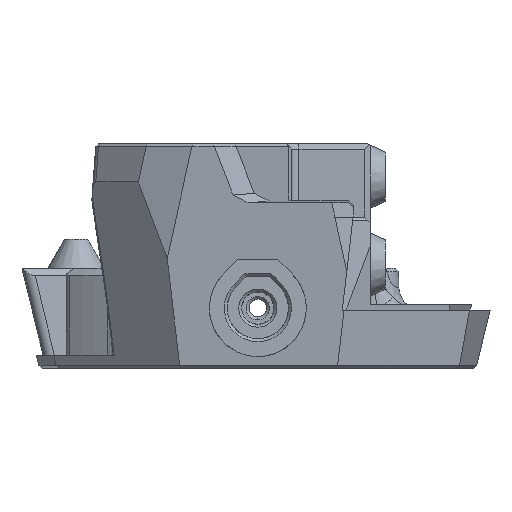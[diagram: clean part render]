
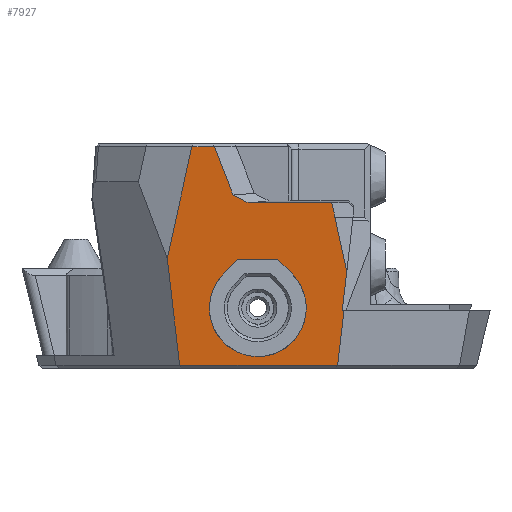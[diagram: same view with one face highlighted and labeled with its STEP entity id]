
A CAD part, front view. The second image highlights one B-rep face of the part: STEP entity #7927.
In plain terms, the highlighted planar face has unit normal (0, -0.996, -0.087).
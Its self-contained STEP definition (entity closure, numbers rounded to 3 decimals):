
#14 = CARTESIAN_POINT ( 'NONE',  ( 151.092, 105.549, 14.799 ) ) ;
#40 = CARTESIAN_POINT ( 'NONE',  ( 158.158, 107.616, -8.833 ) ) ;
#611 = CARTESIAN_POINT ( 'NONE',  ( 145.686, 105.544, 14.859 ) ) ;
#685 = CARTESIAN_POINT ( 'NONE',  ( 139.368, 104.201, 30.2 ) ) ;
#702 = EDGE_CURVE ( 'NONE', #1638, #3101, #9390, .T. ) ;
#713 = CARTESIAN_POINT ( 'NONE',  ( 145.625, 105.549, 14.799 ) ) ;
#1186 = ORIENTED_EDGE ( 'NONE', *, *, #6202, .F. ) ;
#1246 = EDGE_CURVE ( 'NONE', #15929, #2082, #9989, .T. ) ;
#1396 = LINE ( 'NONE', #17522, #12635 ) ;
#1587 = CARTESIAN_POINT ( 'NONE',  ( 144.989, 104.778, 23.607 ) ) ;
#1638 = VERTEX_POINT ( 'NONE', #1587 ) ;
#1686 = CARTESIAN_POINT ( 'NONE',  ( 148.128, 103.964, 32.92 ) ) ;
#1726 = VECTOR ( 'NONE', #8321, 1000. ) ;
#1803 = EDGE_CURVE ( 'NONE', #2082, #5128, #2022, .T. ) ;
#1884 = CARTESIAN_POINT ( 'NONE',  ( 142.432, 104.201, 30.202 ) ) ;
#1912 = VECTOR ( 'NONE', #15355, 1000. ) ;
#1952 = ORIENTED_EDGE ( 'NONE', *, *, #9111, .T. ) ;
#2022 = LINE ( 'NONE', #3368, #17302 ) ;
#2072 = VERTEX_POINT ( 'NONE', #10538 ) ;
#2082 = VERTEX_POINT ( 'NONE', #14 ) ;
#2277 = CARTESIAN_POINT ( 'NONE',  ( 155.265, 106.704, 1.601 ) ) ;
#2362 = EDGE_CURVE ( 'NONE', #13784, #15929, #7920, .T. ) ;
#2363 = CARTESIAN_POINT ( 'NONE',  ( 148.359, 106.704, 1.601 ) ) ;
#2542 = CARTESIAN_POINT ( 'NONE',  ( 157.908, 106.145, 7.982 ) ) ;
#2618 = CARTESIAN_POINT ( 'NONE',  ( 159.223, 106.809, 0.398 ) ) ;
#2858 = VERTEX_POINT ( 'NONE', #9118 ) ;
#2996 = EDGE_LOOP ( 'NONE', ( #10507, #3082, #13788, #7274 ) ) ;
#3082 = ORIENTED_EDGE ( 'NONE', *, *, #2362, .F. ) ;
#3101 = VERTEX_POINT ( 'NONE', #1884 ) ;
#3110 = DIRECTION ( 'NONE',  ( -0.955, 0.026, -0.296 ) ) ;
#3208 = DIRECTION ( 'NONE',  ( -0.706, -0.062, 0.706 ) ) ;
#3368 = CARTESIAN_POINT ( 'NONE',  ( 151.092, 105.549, 14.799 ) ) ;
#3428 = DIRECTION ( 'NONE',  ( 1., 0., 0. ) ) ;
#3494 = EDGE_CURVE ( 'NONE', #17287, #7626, #12700, .T. ) ;
#3541 = DIRECTION ( 'NONE',  ( -1., 0., 0. ) ) ;
#3728 = CARTESIAN_POINT ( 'NONE',  ( 158.426, 104.87, 22.559 ) ) ;
#3782 = CARTESIAN_POINT ( 'NONE',  ( 147.017, 104.87, 22.559 ) ) ;
#3885 = CARTESIAN_POINT ( 'NONE',  ( 141.452, 106.704, 1.601 ) ) ;
#3959 = CARTESIAN_POINT ( 'NONE',  ( 143.693, 105.718, 12.866 ) ) ;
#4071 = ORIENTED_EDGE ( 'NONE', *, *, #11302, .T. ) ;
#4123 = LINE ( 'NONE', #15071, #7975 ) ;
#4146 = LINE ( 'NONE', #40, #1726 ) ;
#4149 = VECTOR ( 'NONE', #5357, 1000. ) ;
#4178 = CARTESIAN_POINT ( 'NONE',  ( 136.019, 105.535, 14.962 ) ) ;
#4200 = LINE ( 'NONE', #6783, #4149 ) ;
#4330 = LINE ( 'NONE', #11352, #13172 ) ;
#4346 = EDGE_LOOP ( 'NONE', ( #16355, #14657, #5719, #6044, #11799, #4071, #1186, #1952, #15477, #12823, #7307, #7747, #6306 ) ) ;
#4436 = VERTEX_POINT ( 'NONE', #16203 ) ;
#4446 = VECTOR ( 'NONE', #7873, 1000. ) ;
#4674 = VERTEX_POINT ( 'NONE', #14409 ) ;
#4680 = CARTESIAN_POINT ( 'NONE',  ( 153.024, 105.718, 12.866 ) ) ;
#4715 = LINE ( 'NONE', #611, #14609 ) ;
#4811 = CARTESIAN_POINT ( 'NONE',  ( 152.957, 105.712, 12.934 ) ) ;
#5128 = VERTEX_POINT ( 'NONE', #713 ) ;
#5337 = VECTOR ( 'NONE', #3208, 1000. ) ;
#5357 = DIRECTION ( 'NONE',  ( -0.214, -0.085, 0.973 ) ) ;
#5475 = FACE_OUTER_BOUND ( 'NONE', #4346, .T. ) ;
#5527 = EDGE_CURVE ( 'NONE', #4674, #7626, #4123, .T. ) ;
#5561 = LINE ( 'NONE', #5649, #10553 ) ;
#5649 = CARTESIAN_POINT ( 'NONE',  ( 161.137, 105.186, 18.946 ) ) ;
#5719 = ORIENTED_EDGE ( 'NONE', *, *, #7449, .T. ) ;
#6044 = ORIENTED_EDGE ( 'NONE', *, *, #16189, .F. ) ;
#6153 = DIRECTION ( 'NONE',  ( 0.115, 0.087, -0.99 ) ) ;
#6202 = EDGE_CURVE ( 'NONE', #12009, #13827, #4146, .T. ) ;
#6261 = EDGE_CURVE ( 'NONE', #10841, #2858, #5561, .T. ) ;
#6288 = LINE ( 'NONE', #17158, #10335 ) ;
#6306 = ORIENTED_EDGE ( 'NONE', *, *, #12491, .T. ) ;
#6783 = CARTESIAN_POINT ( 'NONE',  ( 158.683, 104.972, 21.391 ) ) ;
#6899 = DIRECTION ( 'NONE',  ( 0., -0.996, -0.087 ) ) ;
#7047 = LINE ( 'NONE', #16305, #16037 ) ;
#7172 = VECTOR ( 'NONE', #3110, 1000. ) ;
#7223 = DIRECTION ( 'NONE',  ( -0.888, -0.04, 0.459 ) ) ;
#7274 = ORIENTED_EDGE ( 'NONE', *, *, #1803, .F. ) ;
#7307 = ORIENTED_EDGE ( 'NONE', *, *, #5527, .T. ) ;
#7449 = EDGE_CURVE ( 'NONE', #4436, #10178, #8285, .T. ) ;
#7626 = VERTEX_POINT ( 'NONE', #3728 ) ;
#7747 = ORIENTED_EDGE ( 'NONE', *, *, #3494, .F. ) ;
#7873 = DIRECTION ( 'NONE',  ( -0.36, -0.081, 0.929 ) ) ;
#7920 =( BOUNDED_CURVE ( )  B_SPLINE_CURVE ( 3, ( #14844, #10654, #3885, #2363, #2277, #2542, #16261 ),
 .UNSPECIFIED., .F., .F. ) 
 B_SPLINE_CURVE_WITH_KNOTS ( ( 4, 3, 4 ),
 ( 3.927, 6.283, 8.639 ),
 .UNSPECIFIED. ) 
 CURVE ( )  GEOMETRIC_REPRESENTATION_ITEM ( )  RATIONAL_B_SPLINE_CURVE ( ( 1., 0.588, 0.588, 1., 0.588, 0.588, 1. ) ) 
 REPRESENTATION_ITEM ( '' )  );
#7927 = ADVANCED_FACE ( 'NONE', ( #5475, #15014 ), #13582, .T. ) ;
#7975 = VECTOR ( 'NONE', #16403, 1000. ) ;
#8047 = AXIS2_PLACEMENT_3D ( 'NONE', #8241, #6899, #15104 ) ;
#8157 = EDGE_CURVE ( 'NONE', #16556, #2072, #17366, .T. ) ;
#8241 = CARTESIAN_POINT ( 'NONE',  ( 152.178, 105.096, 19.972 ) ) ;
#8285 = LINE ( 'NONE', #1686, #7172 ) ;
#8313 = CARTESIAN_POINT ( 'NONE',  ( 128.605, 108.486, -18.773 ) ) ;
#8321 = DIRECTION ( 'NONE',  ( -0.114, 0.087, -0.99 ) ) ;
#9084 = CARTESIAN_POINT ( 'NONE',  ( 159.867, 106.149, 7.941 ) ) ;
#9111 = EDGE_CURVE ( 'NONE', #12009, #10841, #4330, .T. ) ;
#9118 = CARTESIAN_POINT ( 'NONE',  ( 160.477, 105.686, 13.227 ) ) ;
#9390 = LINE ( 'NONE', #15975, #4446 ) ;
#9801 = CARTESIAN_POINT ( 'NONE',  ( 160.093, 106.149, 7.941 ) ) ;
#9989 = LINE ( 'NONE', #4811, #5337 ) ;
#10178 = VERTEX_POINT ( 'NONE', #685 ) ;
#10216 = EDGE_CURVE ( 'NONE', #3101, #4436, #6288, .T. ) ;
#10335 = VECTOR ( 'NONE', #10400, 1000. ) ;
#10400 = DIRECTION ( 'NONE',  ( -1., 0., 0. ) ) ;
#10507 = ORIENTED_EDGE ( 'NONE', *, *, #1246, .F. ) ;
#10538 = CARTESIAN_POINT ( 'NONE',  ( 137.706, 106.809, 0.398 ) ) ;
#10553 = VECTOR ( 'NONE', #12329, 1000. ) ;
#10654 = CARTESIAN_POINT ( 'NONE',  ( 138.809, 106.145, 7.982 ) ) ;
#10841 = VERTEX_POINT ( 'NONE', #9084 ) ;
#10965 = EDGE_CURVE ( 'NONE', #5128, #13784, #4715, .T. ) ;
#11248 = LINE ( 'NONE', #8313, #1912 ) ;
#11302 = EDGE_CURVE ( 'NONE', #2072, #13827, #1396, .T. ) ;
#11352 = CARTESIAN_POINT ( 'NONE',  ( 152.178, 106.149, 7.941 ) ) ;
#11799 = ORIENTED_EDGE ( 'NONE', *, *, #8157, .T. ) ;
#12009 = VERTEX_POINT ( 'NONE', #9801 ) ;
#12180 = DIRECTION ( 'NONE',  ( 1., 0., 0. ) ) ;
#12329 = DIRECTION ( 'NONE',  ( 0.114, -0.087, 0.99 ) ) ;
#12491 = EDGE_CURVE ( 'NONE', #17287, #1638, #7047, .T. ) ;
#12635 = VECTOR ( 'NONE', #12180, 1000. ) ;
#12642 = DIRECTION ( 'NONE',  ( -0.706, 0.062, -0.706 ) ) ;
#12700 = LINE ( 'NONE', #12872, #16193 ) ;
#12823 = ORIENTED_EDGE ( 'NONE', *, *, #14195, .T. ) ;
#12872 = CARTESIAN_POINT ( 'NONE',  ( 152.178, 104.87, 22.559 ) ) ;
#13097 = CARTESIAN_POINT ( 'NONE',  ( 134.883, 104.676, 24.775 ) ) ;
#13172 = VECTOR ( 'NONE', #15021, 1000. ) ;
#13582 = PLANE ( 'NONE',  #8047 ) ;
#13784 = VERTEX_POINT ( 'NONE', #3959 ) ;
#13788 = ORIENTED_EDGE ( 'NONE', *, *, #10965, .F. ) ;
#13827 = VERTEX_POINT ( 'NONE', #2618 ) ;
#14195 = EDGE_CURVE ( 'NONE', #2858, #4674, #4200, .T. ) ;
#14409 = CARTESIAN_POINT ( 'NONE',  ( 158.856, 105.041, 20.6 ) ) ;
#14609 = VECTOR ( 'NONE', #12642, 1000. ) ;
#14657 = ORIENTED_EDGE ( 'NONE', *, *, #10216, .T. ) ;
#14844 = CARTESIAN_POINT ( 'NONE',  ( 143.693, 105.718, 12.866 ) ) ;
#15014 = FACE_BOUND ( 'NONE', #2996, .T. ) ;
#15021 = DIRECTION ( 'NONE',  ( -1., 0., 0. ) ) ;
#15071 = CARTESIAN_POINT ( 'NONE',  ( 153.965, 103.094, 42.858 ) ) ;
#15104 = DIRECTION ( 'NONE',  ( 0., 0.087, -0.996 ) ) ;
#15355 = DIRECTION ( 'NONE',  ( 0.214, -0.085, 0.973 ) ) ;
#15477 = ORIENTED_EDGE ( 'NONE', *, *, #6261, .T. ) ;
#15929 = VERTEX_POINT ( 'NONE', #4680 ) ;
#15975 = CARTESIAN_POINT ( 'NONE',  ( 147.148, 105.266, 18.037 ) ) ;
#16037 = VECTOR ( 'NONE', #7223, 1000. ) ;
#16189 = EDGE_CURVE ( 'NONE', #16556, #10178, #11248, .T. ) ;
#16193 = VECTOR ( 'NONE', #3428, 1000. ) ;
#16203 = CARTESIAN_POINT ( 'NONE',  ( 139.373, 104.201, 30.202 ) ) ;
#16261 = CARTESIAN_POINT ( 'NONE',  ( 153.024, 105.718, 12.866 ) ) ;
#16277 = VECTOR ( 'NONE', #6153, 1000. ) ;
#16305 = CARTESIAN_POINT ( 'NONE',  ( 152.146, 105.102, 19.91 ) ) ;
#16355 = ORIENTED_EDGE ( 'NONE', *, *, #702, .T. ) ;
#16403 = DIRECTION ( 'NONE',  ( -0.214, -0.085, 0.973 ) ) ;
#16556 = VERTEX_POINT ( 'NONE', #4178 ) ;
#17158 = CARTESIAN_POINT ( 'NONE',  ( 152.178, 104.201, 30.202 ) ) ;
#17287 = VERTEX_POINT ( 'NONE', #3782 ) ;
#17302 = VECTOR ( 'NONE', #3541, 1000. ) ;
#17366 = LINE ( 'NONE', #13097, #16277 ) ;
#17522 = CARTESIAN_POINT ( 'NONE',  ( 159.177, 106.809, 0.398 ) ) ;
